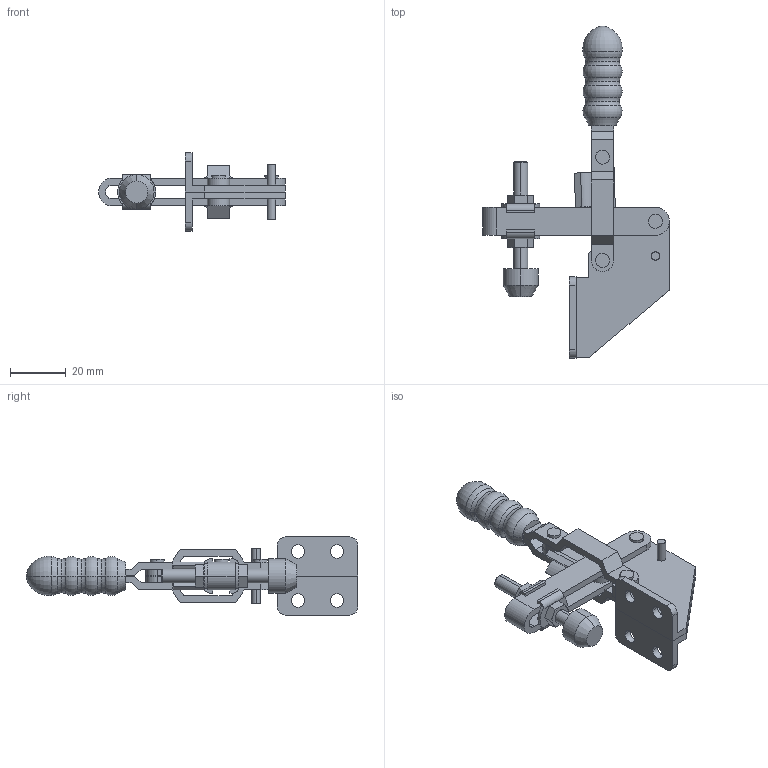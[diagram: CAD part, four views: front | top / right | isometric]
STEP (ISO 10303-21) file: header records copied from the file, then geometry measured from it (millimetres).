
FILE_DESCRIPTION (( 'STEP AP214' ), '1' );
FILE_NAME ('GH-11003-B(Â²¤Æ)-1.STEP', '2020-03-26T05:13:28', ( 'LinWei' ), ( '' ), 'SwSTEP 2.0', 'SolidWorks 2016', '' );
FILE_SCHEMA (( 'AUTOMOTIVE_DESIGN' ));
Length unit declared in the file: millimetre
Products named in the file (6): Group2^GH-11003-B(簡化)-1; Group3^GH-11003-B(簡化)-1; Group1^GH-11003-B(簡化)-1; Group5^GH-11003-B(簡化)-1; Group4^GH-11003-B(簡化)-1; GH-11003-B(簡化)-1
Assembly tree (5 placements, depth 2):
  GH-11003-B(簡化)-1
    Group4^GH-11003-B(簡化)-1
    Group5^GH-11003-B(簡化)-1
    Group1^GH-11003-B(簡化)-1
    Group3^GH-11003-B(簡化)-1
    Group2^GH-11003-B(簡化)-1
Bounding box: 67 x 118.98 x 28 mm (x, y, z)
Volume: 21867.8 mm3; surface area: 16032.3 mm2
Topology: 6 solids, 6 shells, 274 faces, 679 edges, 432 vertices
Faces by surface type: plane 126, cylinder 96, cone 28, torus 24
Entity records: 9806 total; most frequent: CARTESIAN_POINT 1687, DIRECTION 1424, ORIENTED_EDGE 1354, EDGE_CURVE 677, AXIS2_PLACEMENT_3D 545, VERTEX_POINT 432, LINE 334, VECTOR 334
